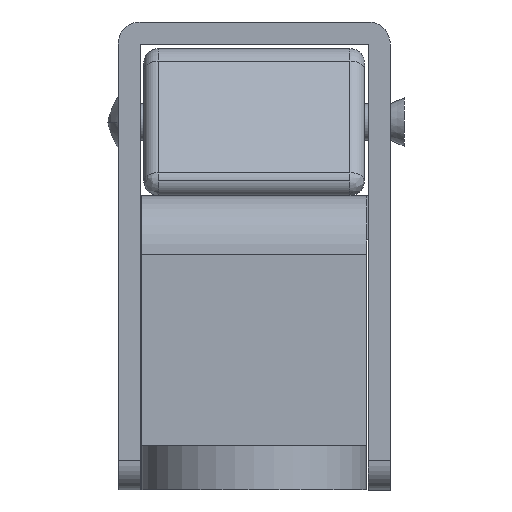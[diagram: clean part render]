
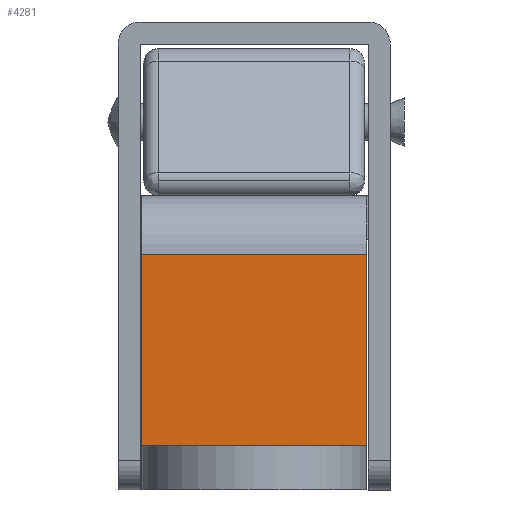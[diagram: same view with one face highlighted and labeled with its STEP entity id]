
A CAD part, left-side view. The second image highlights one B-rep face of the part: STEP entity #4281.
In plain terms, the highlighted planar face has unit normal (-1, 0, 0).
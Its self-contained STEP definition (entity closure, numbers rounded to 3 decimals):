
#58 = ORIENTED_EDGE ( 'NONE', *, *, #2012, .T. ) ;
#64 = ORIENTED_EDGE ( 'NONE', *, *, #711, .F. ) ;
#306 = VERTEX_POINT ( 'NONE', #5473 ) ;
#422 = CARTESIAN_POINT ( 'NONE',  ( -44.5, 7.65, -5. ) ) ;
#503 = DIRECTION ( 'NONE',  ( 1., 0., 0. ) ) ;
#704 = DIRECTION ( 'NONE',  ( 0., 0., 1. ) ) ;
#711 = EDGE_CURVE ( 'NONE', #306, #1007, #3059, .T. ) ;
#730 = LINE ( 'NONE', #3837, #3110 ) ;
#915 = CARTESIAN_POINT ( 'NONE',  ( -44.5, -7.65, 0. ) ) ;
#1007 = VERTEX_POINT ( 'NONE', #5704 ) ;
#1584 = EDGE_LOOP ( 'NONE', ( #4504, #58, #64, #2445 ) ) ;
#1755 = VECTOR ( 'NONE', #3549, 1000. ) ;
#1809 = VERTEX_POINT ( 'NONE', #2207 ) ;
#1953 = AXIS2_PLACEMENT_3D ( 'NONE', #3181, #503, #3621 ) ;
#2012 = EDGE_CURVE ( 'NONE', #3633, #1007, #730, .T. ) ;
#2207 = CARTESIAN_POINT ( 'NONE',  ( -44.5, 7.65, 0. ) ) ;
#2208 = CARTESIAN_POINT ( 'NONE',  ( -44.5, -9.18, 0. ) ) ;
#2239 = VECTOR ( 'NONE', #2690, 1000. ) ;
#2445 = ORIENTED_EDGE ( 'NONE', *, *, #5162, .F. ) ;
#2690 = DIRECTION ( 'NONE',  ( 0., 1., 0. ) ) ;
#2856 = DIRECTION ( 'NONE',  ( 0., -1., 0. ) ) ;
#3059 = LINE ( 'NONE', #4590, #4088 ) ;
#3110 = VECTOR ( 'NONE', #704, 1000. ) ;
#3181 = CARTESIAN_POINT ( 'NONE',  ( -44.5, -9.18, 14.3 ) ) ;
#3549 = DIRECTION ( 'NONE',  ( 0., 0., 1. ) ) ;
#3621 = DIRECTION ( 'NONE',  ( 0., 0., -1. ) ) ;
#3633 = VERTEX_POINT ( 'NONE', #915 ) ;
#3837 = CARTESIAN_POINT ( 'NONE',  ( -44.5, -7.65, -5. ) ) ;
#4044 = PLANE ( 'NONE',  #1953 ) ;
#4080 = FACE_OUTER_BOUND ( 'NONE', #1584, .T. ) ;
#4088 = VECTOR ( 'NONE', #2856, 1000. ) ;
#4281 = ADVANCED_FACE ( 'NONE', ( #4080 ), #4044, .F. ) ;
#4504 = ORIENTED_EDGE ( 'NONE', *, *, #5194, .F. ) ;
#4590 = CARTESIAN_POINT ( 'NONE',  ( -44.5, -992.35, 13. ) ) ;
#4593 = LINE ( 'NONE', #2208, #2239 ) ;
#5142 = LINE ( 'NONE', #422, #1755 ) ;
#5162 = EDGE_CURVE ( 'NONE', #1809, #306, #5142, .T. ) ;
#5194 = EDGE_CURVE ( 'NONE', #3633, #1809, #4593, .T. ) ;
#5473 = CARTESIAN_POINT ( 'NONE',  ( -44.5, 7.65, 13. ) ) ;
#5704 = CARTESIAN_POINT ( 'NONE',  ( -44.5, -7.65, 13. ) ) ;
